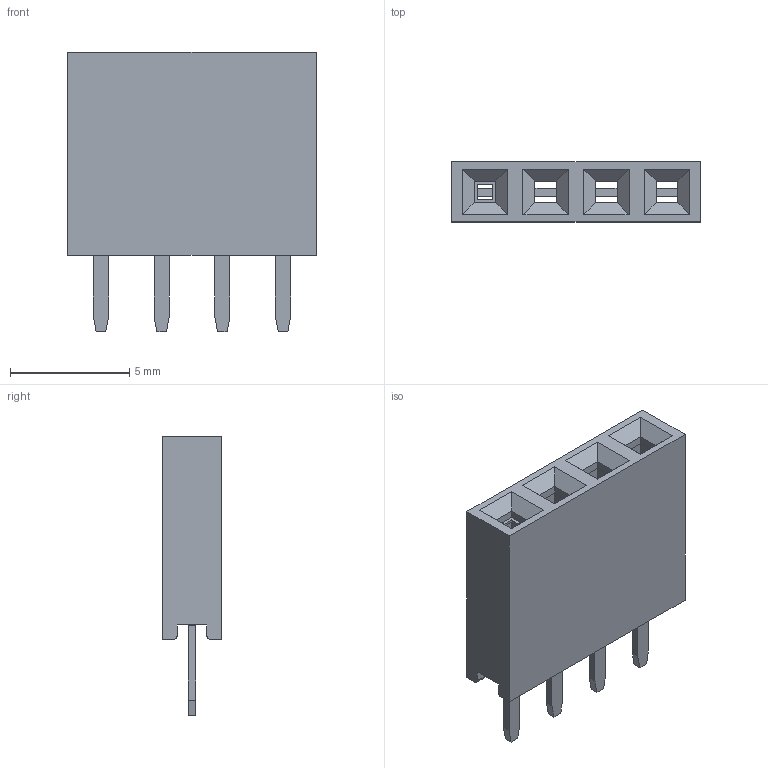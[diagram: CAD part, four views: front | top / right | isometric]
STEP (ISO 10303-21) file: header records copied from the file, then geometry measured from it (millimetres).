
FILE_DESCRIPTION(('FreeCAD Model'),'2;1');
FILE_NAME('1.step', '2017-03-03T22:44:32',('Author'),(''), 'Open CASCADE STEP processor 6.8','FreeCAD','Unknown');
FILE_SCHEMA(('AUTOMOTIVE_DESIGN_CC2 { 1 2 10303 214 -1 1 5 4 }'));
Length unit declared in the file: millimetre
Products named in the file (2): ASSEMBLY; 1
Assembly tree (1 placements, depth 2):
  ASSEMBLY
    1
Bounding box: 10.41 x 2.5 x 11.7 mm (x, y, z)
Volume: 98.2 mm3; surface area: 566.4 mm2
Topology: 1 solids, 1 shells, 154 faces, 434 edges, 280 vertices
Faces by surface type: plane 136, cylinder 18
Entity records: 13244 total; most frequent: CARTESIAN_POINT 3478, DIRECTION 1576, LINE 1158, VECTOR 1158, ORIENTED_EDGE 868, PCURVE 868, DEFINITIONAL_REPRESENTATION 868, EDGE_CURVE 434
